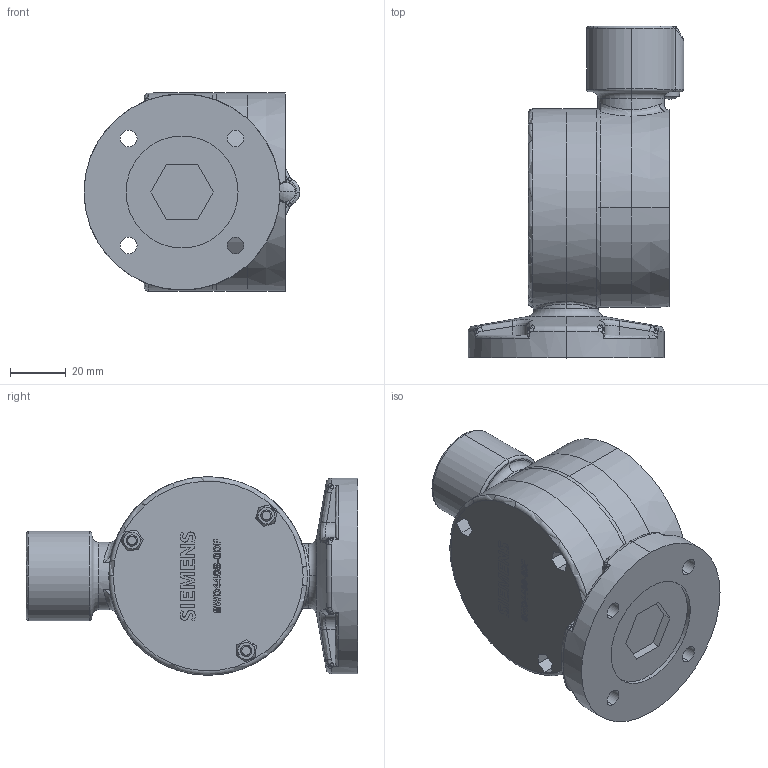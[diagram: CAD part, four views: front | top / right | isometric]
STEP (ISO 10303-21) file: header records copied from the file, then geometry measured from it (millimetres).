
FILE_DESCRIPTION(('STEP AP214'),'1');
FILE_NAME('cctmp_1E37BC57-1EDB-41CE-A1DD-C24E4D364BD6_2023_07_24_21_23_39_0197..stp','2023-07-24T19:23:40',('SIEMENS A&D'),('CADClick - www.CADClick.com'),'Spatial InterOp 3D postprocessed',' ','unknown authorization');
FILE_SCHEMA(('AUTOMOTIVE_DESIGN'));
Length unit declared in the file: millimetre
Products named in the file (1): 2023_07_24_21_23_39_0150
Bounding box: 77.1 x 118.5 x 71 mm (x, y, z)
Volume: 247115 mm3; surface area: 38174.7 mm2
Topology: 1 solids, 1 shells, 641 faces, 1702 edges, 1105 vertices
Faces by surface type: bspline 266, plane 237, cylinder 85, torus 33, cone 16, sphere 4
Entity records: 33894 total; most frequent: CARTESIAN_POINT 18024, ORIENTED_EDGE 3382, DIRECTION 2017, EDGE_CURVE 1691, VERTEX_POINT 1100, LINE 759, VECTOR 759, EDGE_LOOP 697
